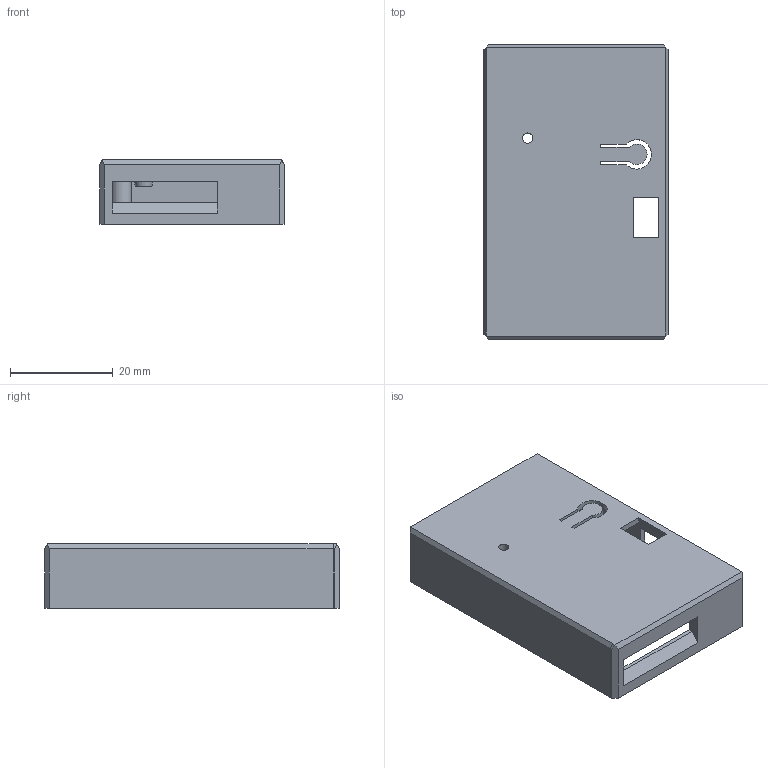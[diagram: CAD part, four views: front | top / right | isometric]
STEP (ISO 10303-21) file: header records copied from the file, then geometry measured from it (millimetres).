
FILE_DESCRIPTION(('FreeCAD Model'),'2;1');
FILE_NAME('Open CASCADE Shape Model','2024-08-12T16:11:57',('Author'),( ''),'Open CASCADE STEP processor 7.6','FreeCAD','Unknown');
FILE_SCHEMA(('AP242_MANAGED_MODEL_BASED_3D_ENGINEERING_MIM_LF. {1 0 10303 442 1 1 4 }'));
Length unit declared in the file: millimetre
Products named in the file (1): Тело002
Bounding box: 35.8 x 57.2 x 12.6 mm (x, y, z)
Volume: 5349.1 mm3; surface area: 8517.1 mm2
Topology: 1 solids, 1 shells, 74 faces, 200 edges, 134 vertices
Faces by surface type: plane 64, cylinder 9, cone 1
Full cylindrical faces by diameter (mm): 2 x3, 3 x1, 4 x3
Entity records: 2341 total; most frequent: CARTESIAN_POINT 409, ORIENTED_EDGE 400, DIRECTION 369, EDGE_CURVE 200, LINE 181, VECTOR 181, VERTEX_POINT 134, AXIS2_PLACEMENT_3D 94
